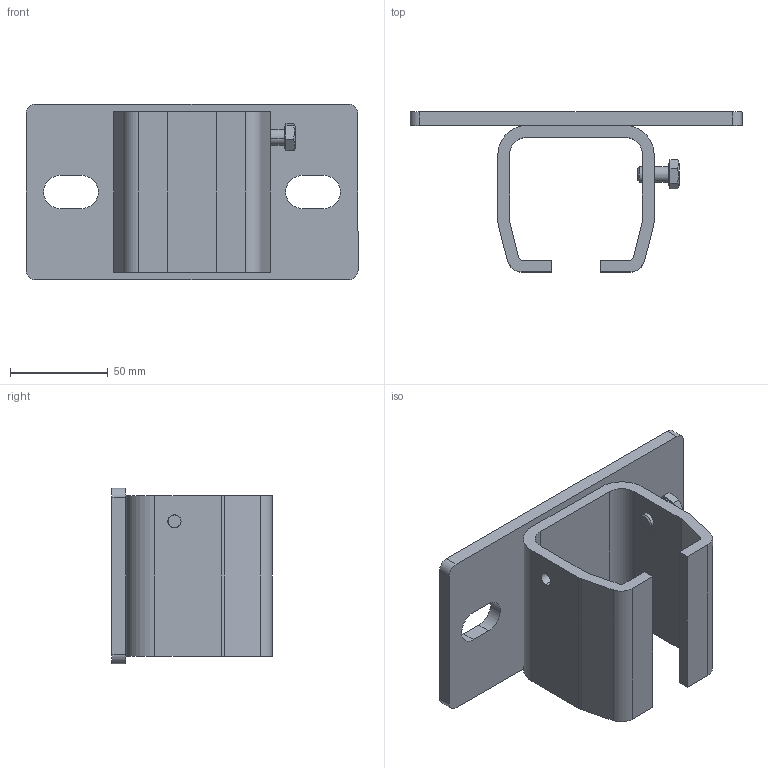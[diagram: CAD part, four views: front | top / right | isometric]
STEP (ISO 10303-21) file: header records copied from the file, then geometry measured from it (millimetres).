
FILE_DESCRIPTION (( 'STEP AP214' ), '1' );
FILE_NAME ('0041617.step', '2021-04-28T09:47:54', ( 'Windows-Benutzer' ), ( '' ), 'SwSTEP 2.0', 'SolidWorks 2020', '' );
FILE_SCHEMA (( 'AUTOMOTIVE_DESIGN' ));
Length unit declared in the file: millimetre
Products named in the file (1): 0041617
Bounding box: 170 x 82 x 90 mm (x, y, z)
Volume: 219557.2 mm3; surface area: 77484.6 mm2
Topology: 3 solids, 3 shells, 70 faces, 180 edges, 118 vertices
Faces by surface type: plane 38, cylinder 26, cone 4, bspline 2
Entity records: 3158 total; most frequent: CARTESIAN_POINT 579, DIRECTION 368, ORIENTED_EDGE 360, EDGE_CURVE 180, AXIS2_PLACEMENT_3D 127, VERTEX_POINT 118, VECTOR 114, LINE 114
